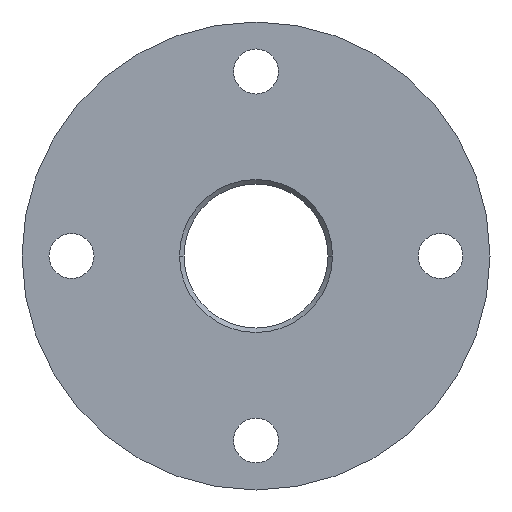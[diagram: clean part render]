
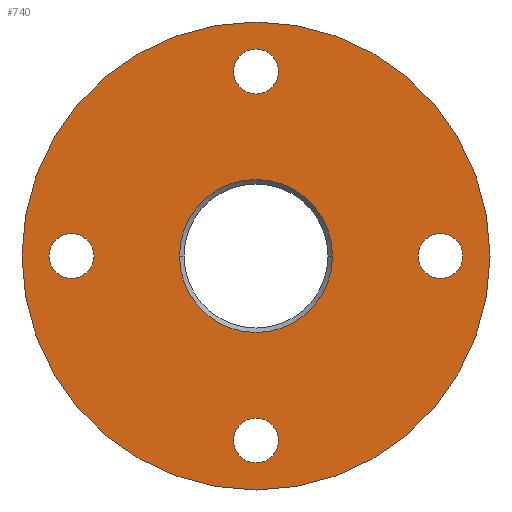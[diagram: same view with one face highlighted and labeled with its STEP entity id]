
A CAD part, front view. The second image highlights one B-rep face of the part: STEP entity #740.
In plain terms, the highlighted planar face has unit normal (0, -1, 0).
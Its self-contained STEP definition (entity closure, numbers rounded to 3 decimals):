
#1=CARTESIAN_POINT('',(0.,0.,0.));
#2=DIRECTION('',(0.,1.,0.));
#3=DIRECTION('',(1.,0.,0.));
#4=AXIS2_PLACEMENT_3D('',#1,#2,#3);
#6=CARTESIAN_POINT('',(0.,0.,0.));
#7=DIRECTION('',(0.,1.,0.));
#8=DIRECTION('',(-1.,0.,0.));
#9=AXIS2_PLACEMENT_3D('',#6,#7,#8);
#11=CARTESIAN_POINT('',(0.,0.,-20.5));
#12=DIRECTION('',(0.,-1.,0.));
#13=DIRECTION('',(1.,0.,0.));
#14=AXIS2_PLACEMENT_3D('',#11,#12,#13);
#16=CARTESIAN_POINT('',(0.,0.,-20.5));
#17=DIRECTION('',(0.,-1.,0.));
#18=DIRECTION('',(-1.,0.,0.));
#19=AXIS2_PLACEMENT_3D('',#16,#17,#18);
#21=CARTESIAN_POINT('',(-20.5,0.,0.));
#22=DIRECTION('',(0.,-1.,0.));
#23=DIRECTION('',(1.,0.,0.));
#24=AXIS2_PLACEMENT_3D('',#21,#22,#23);
#26=CARTESIAN_POINT('',(-20.5,0.,0.));
#27=DIRECTION('',(0.,-1.,0.));
#28=DIRECTION('',(-1.,0.,0.));
#29=AXIS2_PLACEMENT_3D('',#26,#27,#28);
#31=CARTESIAN_POINT('',(20.5,0.,0.));
#32=DIRECTION('',(0.,-1.,0.));
#33=DIRECTION('',(1.,0.,0.));
#34=AXIS2_PLACEMENT_3D('',#31,#32,#33);
#36=CARTESIAN_POINT('',(20.5,0.,0.));
#37=DIRECTION('',(0.,-1.,0.));
#38=DIRECTION('',(-1.,0.,0.));
#39=AXIS2_PLACEMENT_3D('',#36,#37,#38);
#41=CARTESIAN_POINT('',(0.,0.,20.5));
#42=DIRECTION('',(0.,-1.,0.));
#43=DIRECTION('',(1.,0.,0.));
#44=AXIS2_PLACEMENT_3D('',#41,#42,#43);
#46=CARTESIAN_POINT('',(0.,0.,20.5));
#47=DIRECTION('',(0.,-1.,0.));
#48=DIRECTION('',(-1.,0.,0.));
#49=AXIS2_PLACEMENT_3D('',#46,#47,#48);
#51=CARTESIAN_POINT('',(0.,0.,0.));
#52=DIRECTION('',(0.,1.,0.));
#53=DIRECTION('',(-1.,0.,0.));
#54=AXIS2_PLACEMENT_3D('',#51,#52,#53);
#56=CARTESIAN_POINT('',(0.,0.,0.));
#57=DIRECTION('',(0.,1.,0.));
#58=DIRECTION('',(1.,0.,0.));
#59=AXIS2_PLACEMENT_3D('',#56,#57,#58);
#607=CARTESIAN_POINT('',(26.,0.,0.));
#608=CARTESIAN_POINT('',(-26.,0.,0.));
#609=VERTEX_POINT('',#607);
#610=VERTEX_POINT('',#608);
#611=CARTESIAN_POINT('',(2.5,0.,-20.5));
#612=CARTESIAN_POINT('',(-2.5,0.,-20.5));
#613=VERTEX_POINT('',#611);
#614=VERTEX_POINT('',#612);
#615=CARTESIAN_POINT('',(-18.,0.,0.));
#616=CARTESIAN_POINT('',(-23.,0.,0.));
#617=VERTEX_POINT('',#615);
#618=VERTEX_POINT('',#616);
#619=CARTESIAN_POINT('',(23.,0.,0.));
#620=CARTESIAN_POINT('',(18.,0.,0.));
#621=VERTEX_POINT('',#619);
#622=VERTEX_POINT('',#620);
#623=CARTESIAN_POINT('',(2.5,0.,20.5));
#624=CARTESIAN_POINT('',(-2.5,0.,20.5));
#625=VERTEX_POINT('',#623);
#626=VERTEX_POINT('',#624);
#667=CARTESIAN_POINT('',(-8.5,0.,0.));
#668=CARTESIAN_POINT('',(8.5,0.,0.));
#669=VERTEX_POINT('',#667);
#670=VERTEX_POINT('',#668);
#699=CARTESIAN_POINT('',(0.,0.,0.));
#700=DIRECTION('',(0.,1.,0.));
#701=DIRECTION('',(1.,0.,0.));
#702=AXIS2_PLACEMENT_3D('',#699,#700,#701);
#703=PLANE('',#702);
#705=ORIENTED_EDGE('',*,*,#704,.T.);
#707=ORIENTED_EDGE('',*,*,#706,.T.);
#708=EDGE_LOOP('',(#705,#707));
#709=FACE_OUTER_BOUND('',#708,.F.);
#711=ORIENTED_EDGE('',*,*,#710,.T.);
#713=ORIENTED_EDGE('',*,*,#712,.T.);
#714=EDGE_LOOP('',(#711,#713));
#715=FACE_BOUND('',#714,.F.);
#717=ORIENTED_EDGE('',*,*,#716,.T.);
#719=ORIENTED_EDGE('',*,*,#718,.T.);
#720=EDGE_LOOP('',(#717,#719));
#721=FACE_BOUND('',#720,.F.);
#723=ORIENTED_EDGE('',*,*,#722,.T.);
#725=ORIENTED_EDGE('',*,*,#724,.T.);
#726=EDGE_LOOP('',(#723,#725));
#727=FACE_BOUND('',#726,.F.);
#729=ORIENTED_EDGE('',*,*,#728,.T.);
#731=ORIENTED_EDGE('',*,*,#730,.T.);
#732=EDGE_LOOP('',(#729,#731));
#733=FACE_BOUND('',#732,.F.);
#735=ORIENTED_EDGE('',*,*,#734,.F.);
#737=ORIENTED_EDGE('',*,*,#736,.F.);
#738=EDGE_LOOP('',(#735,#737));
#739=FACE_BOUND('',#738,.F.);
#740=ADVANCED_FACE('',(#709,#715,#721,#727,#733,#739),#703,.F.);
#5=CIRCLE('',#4,26.);
#10=CIRCLE('',#9,26.);
#15=CIRCLE('',#14,2.5);
#20=CIRCLE('',#19,2.5);
#25=CIRCLE('',#24,2.5);
#30=CIRCLE('',#29,2.5);
#35=CIRCLE('',#34,2.5);
#40=CIRCLE('',#39,2.5);
#45=CIRCLE('',#44,2.5);
#50=CIRCLE('',#49,2.5);
#55=CIRCLE('',#54,8.5);
#60=CIRCLE('',#59,8.5);
#704=EDGE_CURVE('',#609,#610,#5,.T.);
#706=EDGE_CURVE('',#610,#609,#10,.T.);
#710=EDGE_CURVE('',#613,#614,#15,.T.);
#712=EDGE_CURVE('',#614,#613,#20,.T.);
#716=EDGE_CURVE('',#617,#618,#25,.T.);
#718=EDGE_CURVE('',#618,#617,#30,.T.);
#722=EDGE_CURVE('',#621,#622,#35,.T.);
#724=EDGE_CURVE('',#622,#621,#40,.T.);
#728=EDGE_CURVE('',#625,#626,#45,.T.);
#730=EDGE_CURVE('',#626,#625,#50,.T.);
#734=EDGE_CURVE('',#669,#670,#55,.T.);
#736=EDGE_CURVE('',#670,#669,#60,.T.);
